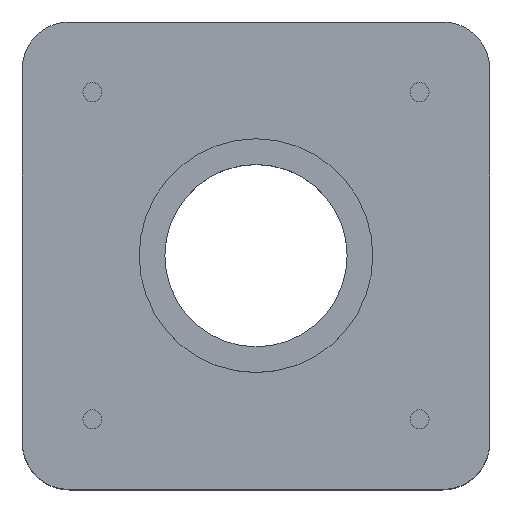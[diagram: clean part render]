
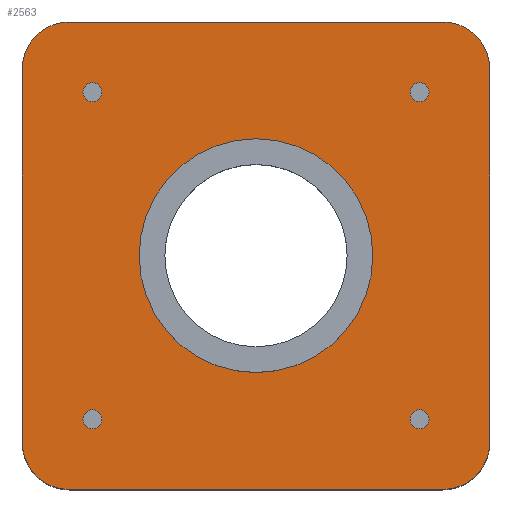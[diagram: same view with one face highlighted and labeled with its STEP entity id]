
A CAD part, top view. The second image highlights one B-rep face of the part: STEP entity #2563.
In plain terms, the highlighted planar face has unit normal (0, 0, 1).
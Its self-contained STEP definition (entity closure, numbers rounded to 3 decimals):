
#31=FACE_BOUND('',#453,.T.);
#32=FACE_BOUND('',#454,.T.);
#33=FACE_BOUND('',#455,.T.);
#34=FACE_BOUND('',#456,.T.);
#35=FACE_BOUND('',#457,.T.);
#132=PLANE('',#2891);
#276=FACE_OUTER_BOUND('',#452,.T.);
#452=EDGE_LOOP('',(#2152,#2153,#2154,#2155,#2156,#2157,#2158,#2159));
#453=EDGE_LOOP('',(#2160));
#454=EDGE_LOOP('',(#2161));
#455=EDGE_LOOP('',(#2162));
#456=EDGE_LOOP('',(#2163));
#457=EDGE_LOOP('',(#2164));
#672=LINE('',#4430,#859);
#673=LINE('',#4434,#860);
#674=LINE('',#4438,#861);
#675=LINE('',#4441,#862);
#859=VECTOR('',#3658,10.);
#860=VECTOR('',#3661,10.);
#861=VECTOR('',#3664,10.);
#862=VECTOR('',#3667,10.);
#928=CIRCLE('',#2668,0.812);
#930=CIRCLE('',#2672,0.812);
#932=CIRCLE('',#2676,0.812);
#934=CIRCLE('',#2680,0.812);
#945=CIRCLE('',#2702,10.);
#1048=CIRCLE('',#2892,4.);
#1049=CIRCLE('',#2893,4.);
#1050=CIRCLE('',#2894,4.);
#1051=CIRCLE('',#2895,4.);
#1114=VERTEX_POINT('',#3933);
#1116=VERTEX_POINT('',#3940);
#1118=VERTEX_POINT('',#3947);
#1120=VERTEX_POINT('',#3954);
#1139=VERTEX_POINT('',#4012);
#1274=VERTEX_POINT('',#4426);
#1275=VERTEX_POINT('',#4427);
#1276=VERTEX_POINT('',#4429);
#1277=VERTEX_POINT('',#4431);
#1278=VERTEX_POINT('',#4433);
#1279=VERTEX_POINT('',#4435);
#1280=VERTEX_POINT('',#4437);
#1281=VERTEX_POINT('',#4439);
#1371=EDGE_CURVE('',#1114,#1114,#928,.T.);
#1374=EDGE_CURVE('',#1116,#1116,#930,.T.);
#1377=EDGE_CURVE('',#1118,#1118,#932,.T.);
#1380=EDGE_CURVE('',#1120,#1120,#934,.T.);
#1409=EDGE_CURVE('',#1139,#1139,#945,.T.);
#1600=EDGE_CURVE('',#1274,#1275,#1048,.T.);
#1601=EDGE_CURVE('',#1275,#1276,#672,.T.);
#1602=EDGE_CURVE('',#1276,#1277,#1049,.T.);
#1603=EDGE_CURVE('',#1277,#1278,#673,.T.);
#1604=EDGE_CURVE('',#1278,#1279,#1050,.T.);
#1605=EDGE_CURVE('',#1279,#1280,#674,.T.);
#1606=EDGE_CURVE('',#1280,#1281,#1051,.T.);
#1607=EDGE_CURVE('',#1281,#1274,#675,.T.);
#2152=ORIENTED_EDGE('',*,*,#1600,.T.);
#2153=ORIENTED_EDGE('',*,*,#1601,.T.);
#2154=ORIENTED_EDGE('',*,*,#1602,.T.);
#2155=ORIENTED_EDGE('',*,*,#1603,.T.);
#2156=ORIENTED_EDGE('',*,*,#1604,.T.);
#2157=ORIENTED_EDGE('',*,*,#1605,.T.);
#2158=ORIENTED_EDGE('',*,*,#1606,.T.);
#2159=ORIENTED_EDGE('',*,*,#1607,.T.);
#2160=ORIENTED_EDGE('',*,*,#1371,.T.);
#2161=ORIENTED_EDGE('',*,*,#1374,.T.);
#2162=ORIENTED_EDGE('',*,*,#1377,.T.);
#2163=ORIENTED_EDGE('',*,*,#1380,.T.);
#2164=ORIENTED_EDGE('',*,*,#1409,.T.);
#2563=ADVANCED_FACE('',(#276,#31,#32,#33,#34,#35),#132,.T.);
#2668=AXIS2_PLACEMENT_3D('',#3934,#3099,#3100);
#2672=AXIS2_PLACEMENT_3D('',#3941,#3108,#3109);
#2676=AXIS2_PLACEMENT_3D('',#3948,#3117,#3118);
#2680=AXIS2_PLACEMENT_3D('',#3955,#3126,#3127);
#2702=AXIS2_PLACEMENT_3D('',#4014,#3188,#3189);
#2891=AXIS2_PLACEMENT_3D('',#4425,#3654,#3655);
#2892=AXIS2_PLACEMENT_3D('',#4428,#3656,#3657);
#2893=AXIS2_PLACEMENT_3D('',#4432,#3659,#3660);
#2894=AXIS2_PLACEMENT_3D('',#4436,#3662,#3663);
#2895=AXIS2_PLACEMENT_3D('',#4440,#3665,#3666);
#3099=DIRECTION('center_axis',(0.,0.,-1.));
#3100=DIRECTION('ref_axis',(1.,0.,0.));
#3108=DIRECTION('center_axis',(0.,0.,-1.));
#3109=DIRECTION('ref_axis',(1.,0.,0.));
#3117=DIRECTION('center_axis',(0.,0.,-1.));
#3118=DIRECTION('ref_axis',(1.,0.,0.));
#3126=DIRECTION('center_axis',(0.,0.,-1.));
#3127=DIRECTION('ref_axis',(1.,0.,0.));
#3188=DIRECTION('center_axis',(0.,0.,-1.));
#3189=DIRECTION('ref_axis',(1.,0.,0.));
#3654=DIRECTION('center_axis',(0.,0.,1.));
#3655=DIRECTION('ref_axis',(1.,0.,0.));
#3656=DIRECTION('center_axis',(0.,0.,1.));
#3657=DIRECTION('ref_axis',(0.,1.,0.));
#3658=DIRECTION('',(0.,-1.,0.));
#3659=DIRECTION('center_axis',(0.,0.,1.));
#3660=DIRECTION('ref_axis',(-1.,0.,0.));
#3661=DIRECTION('',(1.,0.,0.));
#3662=DIRECTION('center_axis',(0.,0.,1.));
#3663=DIRECTION('ref_axis',(0.,-1.,0.));
#3664=DIRECTION('',(0.,1.,0.));
#3665=DIRECTION('center_axis',(0.,0.,1.));
#3666=DIRECTION('ref_axis',(1.,0.,0.));
#3667=DIRECTION('',(-1.,0.,0.));
#3933=CARTESIAN_POINT('',(-14.812,-14.,32.));
#3934=CARTESIAN_POINT('Origin',(-14.,-14.,32.));
#3940=CARTESIAN_POINT('',(-14.812,14.,32.));
#3941=CARTESIAN_POINT('Origin',(-14.,14.,32.));
#3947=CARTESIAN_POINT('',(13.189,-14.,32.));
#3948=CARTESIAN_POINT('Origin',(14.,-14.,32.));
#3954=CARTESIAN_POINT('',(13.189,14.,32.));
#3955=CARTESIAN_POINT('Origin',(14.,14.,32.));
#4012=CARTESIAN_POINT('',(-10.,0.,32.));
#4014=CARTESIAN_POINT('Origin',(0.,0.,32.));
#4425=CARTESIAN_POINT('Origin',(0.,0.,32.));
#4426=CARTESIAN_POINT('',(-16.,20.,32.));
#4427=CARTESIAN_POINT('',(-20.,16.,32.));
#4428=CARTESIAN_POINT('Origin',(-16.,16.,32.));
#4429=CARTESIAN_POINT('',(-20.,-16.,32.));
#4430=CARTESIAN_POINT('',(-20.,-16.,32.));
#4431=CARTESIAN_POINT('',(-16.,-20.,32.));
#4432=CARTESIAN_POINT('Origin',(-16.,-16.,32.));
#4433=CARTESIAN_POINT('',(16.,-20.,32.));
#4434=CARTESIAN_POINT('',(16.,-20.,32.));
#4435=CARTESIAN_POINT('',(20.,-16.,32.));
#4436=CARTESIAN_POINT('Origin',(16.,-16.,32.));
#4437=CARTESIAN_POINT('',(20.,16.,32.));
#4438=CARTESIAN_POINT('',(20.,16.,32.));
#4439=CARTESIAN_POINT('',(16.,20.,32.));
#4440=CARTESIAN_POINT('Origin',(16.,16.,32.));
#4441=CARTESIAN_POINT('',(-16.,20.,32.));
